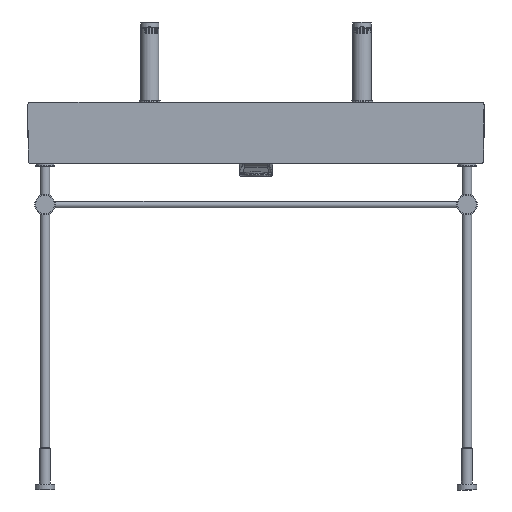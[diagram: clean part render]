
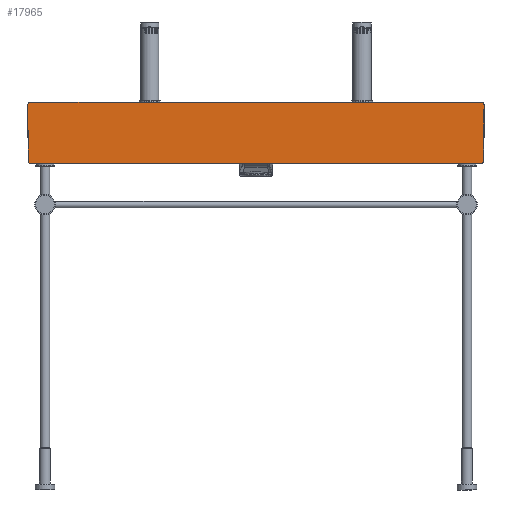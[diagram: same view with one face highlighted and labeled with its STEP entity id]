
A CAD part, left-side view. The second image highlights one B-rep face of the part: STEP entity #17965.
In plain terms, the highlighted planar face has unit normal (-1, 0.001, 0).
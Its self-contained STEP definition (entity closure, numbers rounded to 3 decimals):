
#2220=CARTESIAN_POINT('',(0.,-492.941,0.));
#2221=VERTEX_POINT('',#2220);
#2222=CARTESIAN_POINT('',(0.,492.941,0.));
#2223=VERTEX_POINT('',#2222);
#2224=CARTESIAN_POINT('',(0.0,-492.941,0.0));
#2225=DIRECTION('',(0.0,1.0,0.0));
#2226=VECTOR('',#2225,985.882);
#2227=LINE('',#2224,#2226);
#2228=EDGE_CURVE('',#2221,#2223,#2227,.T.);
#2467=CARTESIAN_POINT('',(0.,499.941,-7.061));
#2468=VERTEX_POINT('',#2467);
#2478=CARTESIAN_POINT('',(0.,499.941,-7.061));
#2479=CARTESIAN_POINT('',(0.,499.945,-6.594));
#2480=CARTESIAN_POINT('',(0.,499.902,-6.127));
#2481=CARTESIAN_POINT('',(0.,499.724,-5.21));
#2482=CARTESIAN_POINT('',(0.,499.59,-4.761));
#2483=CARTESIAN_POINT('',(0.,499.063,-3.486));
#2484=CARTESIAN_POINT('',(0.,498.554,-2.72));
#2485=CARTESIAN_POINT('',(0.,497.27,-1.424));
#2486=CARTESIAN_POINT('',(0.,496.508,-0.909));
#2487=CARTESIAN_POINT('',(0.,495.238,-0.371));
#2488=CARTESIAN_POINT('',(0.,494.79,-0.233));
#2489=CARTESIAN_POINT('',(0.,493.874,-0.047));
#2490=CARTESIAN_POINT('',(0.,493.408,0.));
#2491=CARTESIAN_POINT('',(0.,492.941,0.));
#2492=B_SPLINE_CURVE_WITH_KNOTS('',3,(#2478,#2479,#2480,#2481,#2482,#2483,#2484,#2485,#2486,#2487,#2488,#2489,#2490,#2491),.UNSPECIFIED.,.F.,.U.,(4,2,2,2,2,2,4),(-1.108,-0.968,-0.827,-0.554,-0.28,-0.14,0.),.UNSPECIFIED.);
#2493=EDGE_CURVE('',#2468,#2223,#2492,.T.);
#2553=CARTESIAN_POINT('',(0.,-499.941,-7.061));
#2554=VERTEX_POINT('',#2553);
#2566=CARTESIAN_POINT('',(0.,-499.941,-7.061));
#2567=CARTESIAN_POINT('',(0.,-499.945,-6.594));
#2568=CARTESIAN_POINT('',(0.,-499.902,-6.127));
#2569=CARTESIAN_POINT('',(0.,-499.724,-5.21));
#2570=CARTESIAN_POINT('',(0.,-499.59,-4.761));
#2571=CARTESIAN_POINT('',(0.,-499.063,-3.486));
#2572=CARTESIAN_POINT('',(0.,-498.554,-2.72));
#2573=CARTESIAN_POINT('',(0.,-497.27,-1.424));
#2574=CARTESIAN_POINT('',(0.,-496.508,-0.909));
#2575=CARTESIAN_POINT('',(0.,-495.238,-0.371));
#2576=CARTESIAN_POINT('',(0.,-494.79,-0.233));
#2577=CARTESIAN_POINT('',(0.,-493.874,-0.047));
#2578=CARTESIAN_POINT('',(0.,-493.408,0.));
#2579=CARTESIAN_POINT('',(0.,-492.941,0.));
#2580=B_SPLINE_CURVE_WITH_KNOTS('',3,(#2566,#2567,#2568,#2569,#2570,#2571,#2572,#2573,#2574,#2575,#2576,#2577,#2578,#2579),.UNSPECIFIED.,.F.,.U.,(4,2,2,2,2,2,4),(0.,0.14,0.28,0.554,0.827,0.968,1.108),.UNSPECIFIED.);
#2581=EDGE_CURVE('',#2221,#2554,#2580,.F.);
#17901=CARTESIAN_POINT('',(0.,-550.0,0.0));
#17902=DIRECTION('',(1.0,0.0,0.0));
#17903=DIRECTION('',(0.0,0.0,-1.0));
#17904=AXIS2_PLACEMENT_3D('',#17901,#17902,#17903);
#17905=PLANE('',#17904);
#17906=CARTESIAN_POINT('',(0.,-498.104,-130.105));
#17907=VERTEX_POINT('',#17906);
#17908=CARTESIAN_POINT('',(0.,-493.105,-135.));
#17909=VERTEX_POINT('',#17908);
#17910=CARTESIAN_POINT('',(0.,-498.104,-130.105));
#17911=CARTESIAN_POINT('',(0.,-498.091,-130.75));
#17912=CARTESIAN_POINT('',(0.,-497.953,-131.385));
#17913=CARTESIAN_POINT('',(0.,-497.441,-132.575));
#17914=CARTESIAN_POINT('',(0.,-497.069,-133.117));
#17915=CARTESIAN_POINT('',(0.,-496.138,-134.028));
#17916=CARTESIAN_POINT('',(0.,-495.588,-134.389));
#17917=CARTESIAN_POINT('',(0.,-494.388,-134.875));
#17918=CARTESIAN_POINT('',(0.,-493.75,-135.));
#17919=CARTESIAN_POINT('',(0.,-493.105,-135.));
#17920=B_SPLINE_CURVE_WITH_KNOTS('',3,(#17910,#17911,#17912,#17913,#17914,#17915,#17916,#17917,#17918,#17919),.UNSPECIFIED.,.F.,.U.,(4,2,2,2,4),(-0.777,-0.584,-0.389,-0.193,0.),.UNSPECIFIED.);
#17921=EDGE_CURVE('',#17907,#17909,#17920,.T.);
#17922=ORIENTED_EDGE('',*,*,#17921,.F.);
#17923=CARTESIAN_POINT('',(0.,9499.675,80.629));
#17924=DIRECTION('',(1.0,0.0,0.0));
#17925=DIRECTION('',(0.0,-1.,-0.021));
#17926=AXIS2_PLACEMENT_3D('',#17923,#17924,#17925);
#17927=CIRCLE('',#17926,10000.);
#17928=EDGE_CURVE('',#2554,#17907,#17927,.T.);
#17929=ORIENTED_EDGE('',*,*,#17928,.F.);
#17930=ORIENTED_EDGE('',*,*,#2581,.F.);
#17931=ORIENTED_EDGE('',*,*,#2228,.T.);
#17932=ORIENTED_EDGE('',*,*,#2493,.F.);
#17933=CARTESIAN_POINT('',(0.,498.104,-130.105));
#17934=VERTEX_POINT('',#17933);
#17935=CARTESIAN_POINT('',(0.,-9499.675,80.629));
#17936=DIRECTION('',(1.0,0.,0.));
#17937=DIRECTION('',(0.,1.,-0.009));
#17938=AXIS2_PLACEMENT_3D('',#17935,#17936,#17937);
#17939=CIRCLE('',#17938,10000.);
#17940=EDGE_CURVE('',#17934,#2468,#17939,.T.);
#17941=ORIENTED_EDGE('',*,*,#17940,.F.);
#17942=CARTESIAN_POINT('',(0.,493.105,-135.));
#17943=VERTEX_POINT('',#17942);
#17944=CARTESIAN_POINT('',(0.,498.104,-130.105));
#17945=CARTESIAN_POINT('',(0.,498.091,-130.75));
#17946=CARTESIAN_POINT('',(0.,497.953,-131.385));
#17947=CARTESIAN_POINT('',(0.,497.441,-132.575));
#17948=CARTESIAN_POINT('',(0.,497.069,-133.117));
#17949=CARTESIAN_POINT('',(0.,496.138,-134.028));
#17950=CARTESIAN_POINT('',(0.,495.588,-134.389));
#17951=CARTESIAN_POINT('',(0.,494.388,-134.875));
#17952=CARTESIAN_POINT('',(0.,493.75,-135.));
#17953=CARTESIAN_POINT('',(0.,493.105,-135.));
#17954=B_SPLINE_CURVE_WITH_KNOTS('',3,(#17944,#17945,#17946,#17947,#17948,#17949,#17950,#17951,#17952,#17953),.UNSPECIFIED.,.F.,.U.,(4,2,2,2,4),(-0.777,-0.584,-0.389,-0.193,0.0),.UNSPECIFIED.);
#17955=EDGE_CURVE('',#17943,#17934,#17954,.F.);
#17956=ORIENTED_EDGE('',*,*,#17955,.F.);
#17957=CARTESIAN_POINT('',(0.,493.105,-135.0));
#17958=DIRECTION('',(0.0,-1.0,0.0));
#17959=VECTOR('',#17958,986.211);
#17960=LINE('',#17957,#17959);
#17961=EDGE_CURVE('',#17943,#17909,#17960,.T.);
#17962=ORIENTED_EDGE('',*,*,#17961,.T.);
#17963=EDGE_LOOP('',(#17922,#17929,#17930,#17931,#17932,#17941,#17956,#17962));
#17964=FACE_OUTER_BOUND('',#17963,.T.);
#17965=ADVANCED_FACE('',(#17964),#17905,.F.);
